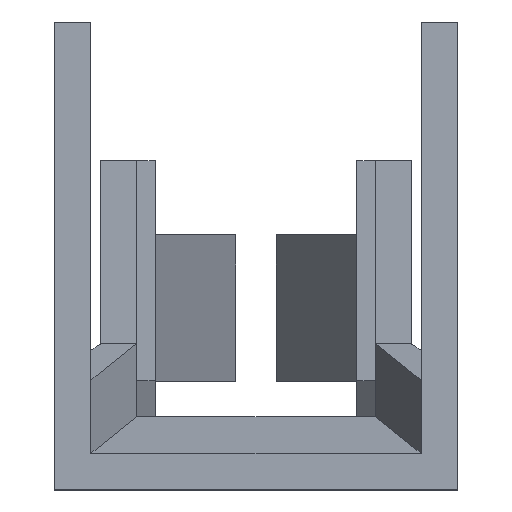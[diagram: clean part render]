
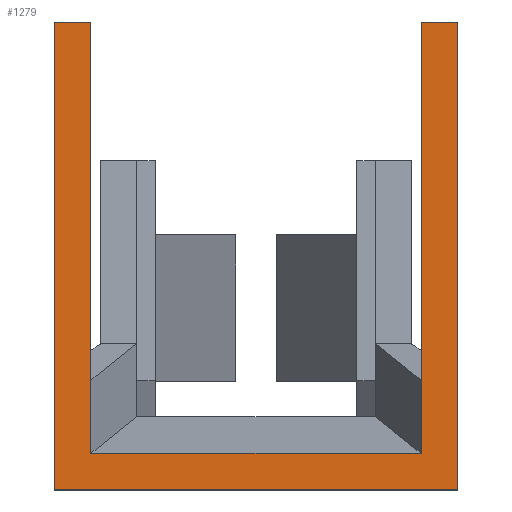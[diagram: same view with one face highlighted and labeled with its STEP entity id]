
A CAD part, top view. The second image highlights one B-rep face of the part: STEP entity #1279.
In plain terms, the highlighted planar face has unit normal (0, 0, 1).
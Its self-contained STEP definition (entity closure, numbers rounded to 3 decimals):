
#2 = ORIENTED_EDGE ( 'NONE', *, *, #751, .F. ) ;
#173 = CARTESIAN_POINT ( 'NONE',  ( 1.1, 2.546, 0. ) ) ;
#175 = CARTESIAN_POINT ( 'NONE',  ( -0.9, 2.546, 0. ) ) ;
#212 = VERTEX_POINT ( 'NONE', #999 ) ;
#300 = EDGE_CURVE ( 'NONE', #1372, #212, #1051, .T. ) ;
#304 = VERTEX_POINT ( 'NONE', #173 ) ;
#328 = CARTESIAN_POINT ( 'NONE',  ( 0.9, 0.196, 0. ) ) ;
#376 = VERTEX_POINT ( 'NONE', #1123 ) ;
#392 = DIRECTION ( 'NONE',  ( 1., 0., 0. ) ) ;
#399 = DIRECTION ( 'NONE',  ( -1., 0., 0. ) ) ;
#410 = EDGE_CURVE ( 'NONE', #738, #697, #1395, .T. ) ;
#484 = CARTESIAN_POINT ( 'NONE',  ( -0.9, 2.546, 0. ) ) ;
#523 = DIRECTION ( 'NONE',  ( 1., 0., 0. ) ) ;
#532 = CARTESIAN_POINT ( 'NONE',  ( -0.9, 2.546, 0. ) ) ;
#537 = AXIS2_PLACEMENT_3D ( 'NONE', #1088, #798, #1657 ) ;
#550 = CARTESIAN_POINT ( 'NONE',  ( 1.1, -0.004, 0. ) ) ;
#563 = ORIENTED_EDGE ( 'NONE', *, *, #772, .F. ) ;
#577 = ORIENTED_EDGE ( 'NONE', *, *, #1195, .F. ) ;
#578 = CARTESIAN_POINT ( 'NONE',  ( -1.1, 2.546, 0. ) ) ;
#584 = CARTESIAN_POINT ( 'NONE',  ( 0.9, 2.546, 0. ) ) ;
#627 = CARTESIAN_POINT ( 'NONE',  ( 1.1, 2.546, 0. ) ) ;
#648 = VECTOR ( 'NONE', #1479, 1000. ) ;
#652 = VECTOR ( 'NONE', #1212, 1000. ) ;
#669 = LINE ( 'NONE', #328, #1627 ) ;
#697 = VERTEX_POINT ( 'NONE', #1696 ) ;
#717 = VECTOR ( 'NONE', #392, 1000. ) ;
#738 = VERTEX_POINT ( 'NONE', #550 ) ;
#751 = EDGE_CURVE ( 'NONE', #1121, #304, #1826, .T. ) ;
#772 = EDGE_CURVE ( 'NONE', #212, #1502, #669, .T. ) ;
#798 = DIRECTION ( 'NONE',  ( 0., 0., -1. ) ) ;
#808 = CARTESIAN_POINT ( 'NONE',  ( 0.9, 2.546, 0. ) ) ;
#912 = LINE ( 'NONE', #627, #652 ) ;
#919 = EDGE_LOOP ( 'NONE', ( #1070, #965, #1308, #577, #2, #1099, #563, #1476 ) ) ;
#965 = ORIENTED_EDGE ( 'NONE', *, *, #1688, .F. ) ;
#999 = CARTESIAN_POINT ( 'NONE',  ( -0.9, 0.196, 0. ) ) ;
#1051 = LINE ( 'NONE', #484, #648 ) ;
#1070 = ORIENTED_EDGE ( 'NONE', *, *, #1875, .F. ) ;
#1087 = VECTOR ( 'NONE', #1161, 1000. ) ;
#1088 = CARTESIAN_POINT ( 'NONE',  ( -0.9, 2.546, 0. ) ) ;
#1093 = LINE ( 'NONE', #1801, #717 ) ;
#1099 = ORIENTED_EDGE ( 'NONE', *, *, #1283, .F. ) ;
#1121 = VERTEX_POINT ( 'NONE', #584 ) ;
#1123 = CARTESIAN_POINT ( 'NONE',  ( -1.1, 2.546, 0. ) ) ;
#1161 = DIRECTION ( 'NONE',  ( 0., 1., 0. ) ) ;
#1195 = EDGE_CURVE ( 'NONE', #304, #738, #912, .T. ) ;
#1212 = DIRECTION ( 'NONE',  ( 0., -1., 0. ) ) ;
#1221 = FACE_OUTER_BOUND ( 'NONE', #919, .T. ) ;
#1252 = DIRECTION ( 'NONE',  ( 0., 1., 0. ) ) ;
#1279 = ADVANCED_FACE ( 'NONE', ( #1221 ), #1527, .F. ) ;
#1283 = EDGE_CURVE ( 'NONE', #1502, #1121, #1517, .T. ) ;
#1308 = ORIENTED_EDGE ( 'NONE', *, *, #410, .F. ) ;
#1367 = CARTESIAN_POINT ( 'NONE',  ( 0.9, 0.196, 0. ) ) ;
#1372 = VERTEX_POINT ( 'NONE', #175 ) ;
#1382 = VECTOR ( 'NONE', #523, 1000. ) ;
#1395 = LINE ( 'NONE', #1672, #1777 ) ;
#1476 = ORIENTED_EDGE ( 'NONE', *, *, #300, .F. ) ;
#1479 = DIRECTION ( 'NONE',  ( 0., -1., 0. ) ) ;
#1496 = DIRECTION ( 'NONE',  ( 1., 0., 0. ) ) ;
#1502 = VERTEX_POINT ( 'NONE', #1367 ) ;
#1517 = LINE ( 'NONE', #808, #1600 ) ;
#1527 = PLANE ( 'NONE',  #537 ) ;
#1561 = LINE ( 'NONE', #578, #1087 ) ;
#1600 = VECTOR ( 'NONE', #1252, 1000. ) ;
#1627 = VECTOR ( 'NONE', #1496, 1000. ) ;
#1657 = DIRECTION ( 'NONE',  ( -1., 0., 0. ) ) ;
#1672 = CARTESIAN_POINT ( 'NONE',  ( -0.9, -0.004, 0. ) ) ;
#1688 = EDGE_CURVE ( 'NONE', #697, #376, #1561, .T. ) ;
#1696 = CARTESIAN_POINT ( 'NONE',  ( -1.1, -0.004, 0. ) ) ;
#1777 = VECTOR ( 'NONE', #399, 1000. ) ;
#1801 = CARTESIAN_POINT ( 'NONE',  ( -0.9, 2.546, 0. ) ) ;
#1826 = LINE ( 'NONE', #532, #1382 ) ;
#1875 = EDGE_CURVE ( 'NONE', #376, #1372, #1093, .T. ) ;
